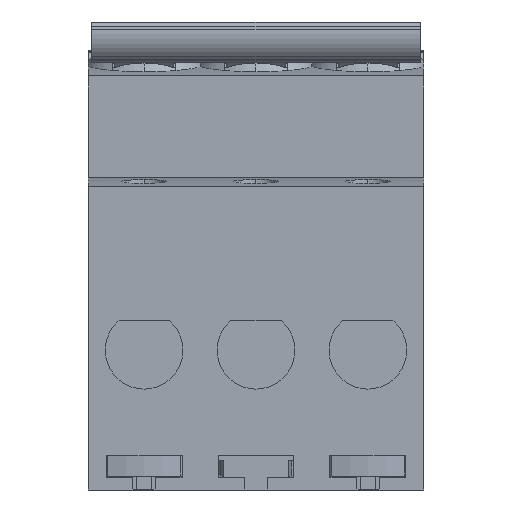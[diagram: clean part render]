
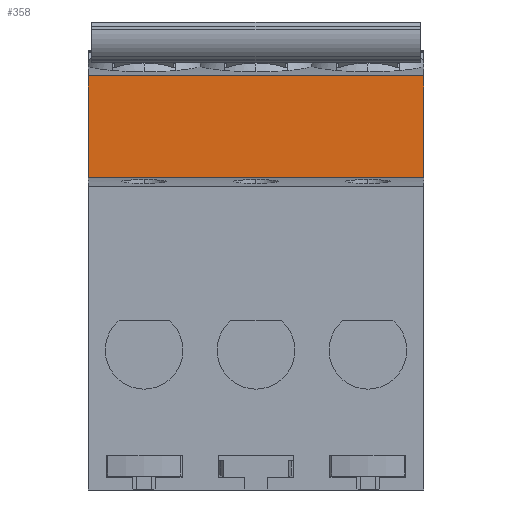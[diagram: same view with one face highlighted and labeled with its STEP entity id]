
A CAD part, front view. The second image highlights one B-rep face of the part: STEP entity #358.
In plain terms, the highlighted planar face has unit normal (0, -1, 0).
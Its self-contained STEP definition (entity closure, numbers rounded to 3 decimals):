
#358=ADVANCED_FACE('',(#1203),#1204,.T.);
#1203=FACE_OUTER_BOUND('',#2677,.T.);
#1204=PLANE('',#2678);
#2677=EDGE_LOOP('',(#4750,#4751,#4752,#4753));
#2678=AXIS2_PLACEMENT_3D('',#4754,#4755,#4756);
#4750=ORIENTED_EDGE('',*,*,#10099,.T.);
#4751=ORIENTED_EDGE('',*,*,#10324,.T.);
#4752=ORIENTED_EDGE('',*,*,#10208,.F.);
#4753=ORIENTED_EDGE('',*,*,#10325,.T.);
#4754=CARTESIAN_POINT('',(0.5,20.901,-5.936));
#4755=DIRECTION('',(0.0,-1.0,0.0));
#4756=DIRECTION('',(0.0,0.0,-1.0));
#10099=EDGE_CURVE('',#12175,#12173,#12176,.T.);
#10208=EDGE_CURVE('',#12355,#12357,#12358,.T.);
#10324=EDGE_CURVE('',#12173,#12357,#12548,.T.);
#10325=EDGE_CURVE('',#12355,#12175,#12549,.T.);
#12173=VERTEX_POINT('',#15592);
#12175=VERTEX_POINT('',#15595);
#12176=LINE('',#15596,#15597);
#12355=VERTEX_POINT('',#15845);
#12357=VERTEX_POINT('',#15847);
#12358=LINE('',#15848,#15849);
#12548=LINE('',#16299,#16300);
#12549=LINE('',#16301,#16302);
#15592=CARTESIAN_POINT('',(0.5,20.901,-22.065));
#15595=CARTESIAN_POINT('',(0.5,20.901,-5.931));
#15596=CARTESIAN_POINT('',(0.5,20.901,-5.931));
#15597=VECTOR('',#20817,16.135);
#15845=CARTESIAN_POINT('',(53.6,20.901,-5.931));
#15847=CARTESIAN_POINT('',(53.6,20.901,-22.065));
#15848=CARTESIAN_POINT('',(53.6,20.901,-5.931));
#15849=VECTOR('',#21066,16.135);
#16299=CARTESIAN_POINT('',(0.5,20.901,-22.065));
#16300=VECTOR('',#21264,53.1);
#16301=CARTESIAN_POINT('',(53.6,20.901,-5.931));
#16302=VECTOR('',#21265,53.1);
#20817=DIRECTION('',(0.0,0.0,-1.0));
#21066=DIRECTION('',(0.0,0.0,-1.0));
#21264=DIRECTION('',(1.0,0.0,0.0));
#21265=DIRECTION('',(-1.0,0.0,0.0));
